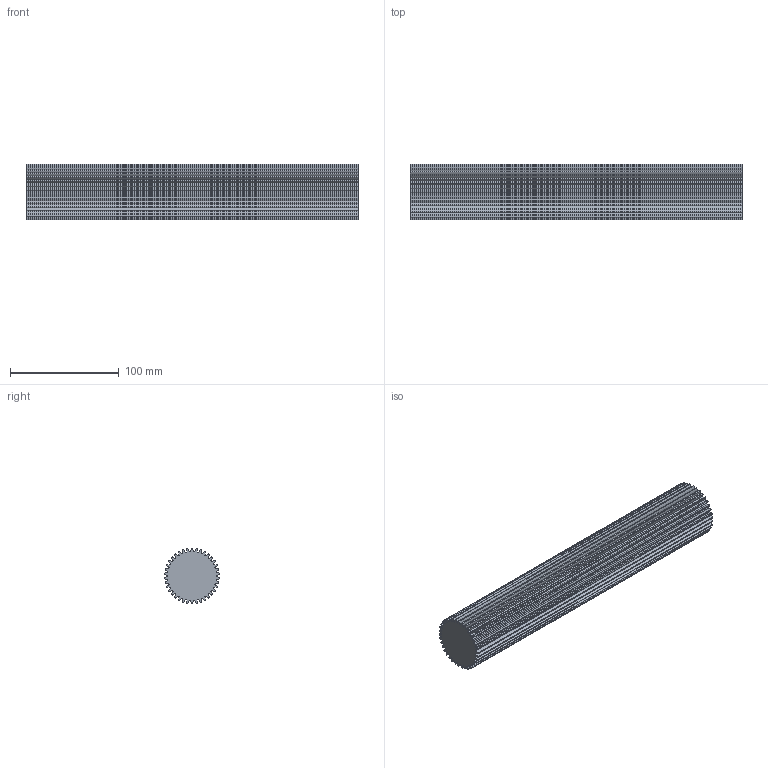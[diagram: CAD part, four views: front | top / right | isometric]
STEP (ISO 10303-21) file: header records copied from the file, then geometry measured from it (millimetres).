
FILE_DESCRIPTION (( 'STEP AP203' ), '1' );
FILE_NAME ('gs-14_5-20-38-4140.STEP', '2021-08-11T20:36:48', ( '' ), ( '' ), 'SwSTEP 2.0', 'SolidWorks 2021', '' );
FILE_SCHEMA (( 'CONFIG_CONTROL_DESIGN' ));
Length unit declared in the file: inch
Products named in the file (1): gs-14_5-20-38-4140
Bounding box: 304.8 x 50.7 x 50.8 mm (x, y, z)
Volume: 546902.7 mm3; surface area: 99710.2 mm2
Topology: 1 solids, 1 shells, 159 faces, 471 edges, 314 vertices
Faces by surface type: cylinder 157, plane 2
Entity records: 5598 total; most frequent: DIRECTION 1105, CARTESIAN_POINT 945, ORIENTED_EDGE 942, AXIS2_PLACEMENT_3D 474, EDGE_CURVE 471, VERTEX_POINT 314, CIRCLE 314, FACE_OUTER_BOUND 159
